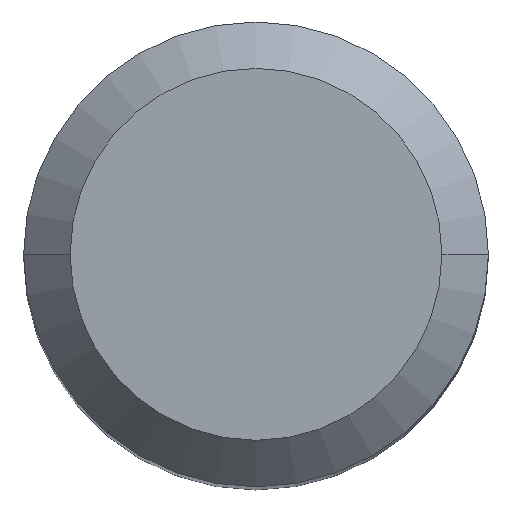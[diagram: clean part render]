
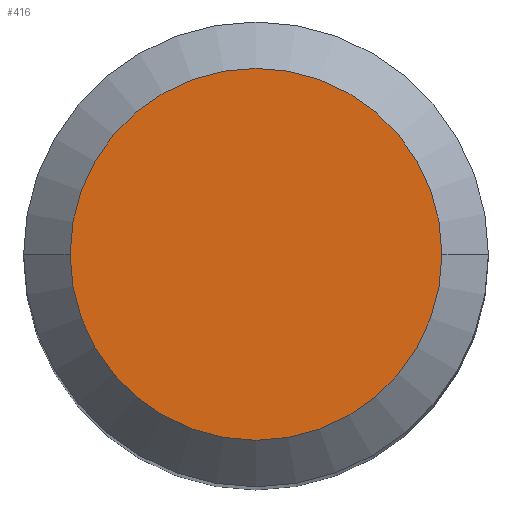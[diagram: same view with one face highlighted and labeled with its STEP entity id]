
A CAD part, top view. The second image highlights one B-rep face of the part: STEP entity #416.
In plain terms, the highlighted planar face has unit normal (0, 0, 1).
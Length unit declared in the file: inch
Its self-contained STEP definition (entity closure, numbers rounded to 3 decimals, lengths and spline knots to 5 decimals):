
#16 = VERTEX_POINT ( 'NONE', #265 ) ;
#24 = DIRECTION ( 'NONE',  ( 1., 0., 0. ) ) ;
#63 = CARTESIAN_POINT ( 'NONE',  ( 0., 0., 0. ) ) ;
#140 = CARTESIAN_POINT ( 'NONE',  ( 0., 0., 0. ) ) ;
#159 = EDGE_LOOP ( 'NONE', ( #313, #324 ) ) ;
#160 = AXIS2_PLACEMENT_3D ( 'NONE', #474, #211, #24 ) ;
#187 = EDGE_CURVE ( 'NONE', #16, #464, #446, .T. ) ;
#207 = DIRECTION ( 'NONE',  ( 1., 0., 0. ) ) ;
#208 = CARTESIAN_POINT ( 'NONE',  ( -0.15748, 0., 0. ) ) ;
#211 = DIRECTION ( 'NONE',  ( 0., 0., 1. ) ) ;
#214 = EDGE_CURVE ( 'NONE', #464, #16, #430, .T. ) ;
#265 = CARTESIAN_POINT ( 'NONE',  ( 0.15748, 0., 0. ) ) ;
#293 = DIRECTION ( 'NONE',  ( 0., 0., -1. ) ) ;
#295 = PLANE ( 'NONE',  #444 ) ;
#313 = ORIENTED_EDGE ( 'NONE', *, *, #214, .T. ) ;
#321 = AXIS2_PLACEMENT_3D ( 'NONE', #63, #478, #207 ) ;
#324 = ORIENTED_EDGE ( 'NONE', *, *, #187, .T. ) ;
#416 = ADVANCED_FACE ( 'NONE', ( #451 ), #295, .F. ) ;
#424 = DIRECTION ( 'NONE',  ( -1., 0., 0. ) ) ;
#430 = CIRCLE ( 'NONE', #321, 0.15748 ) ;
#444 = AXIS2_PLACEMENT_3D ( 'NONE', #140, #293, #424 ) ;
#446 = CIRCLE ( 'NONE', #160, 0.15748 ) ;
#451 = FACE_OUTER_BOUND ( 'NONE', #159, .T. ) ;
#464 = VERTEX_POINT ( 'NONE', #208 ) ;
#474 = CARTESIAN_POINT ( 'NONE',  ( 0., 0., 0. ) ) ;
#478 = DIRECTION ( 'NONE',  ( 0., 0., 1. ) ) ;
